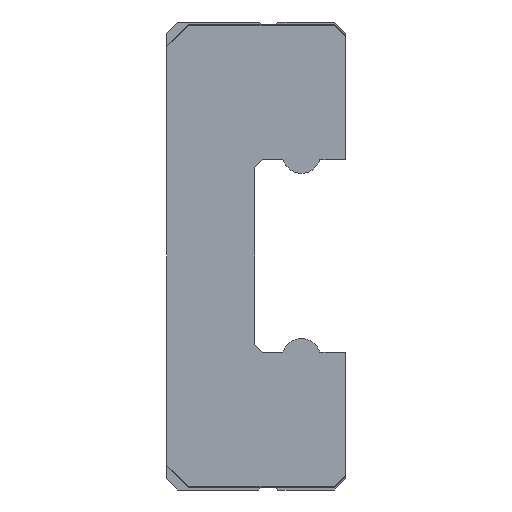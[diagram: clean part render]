
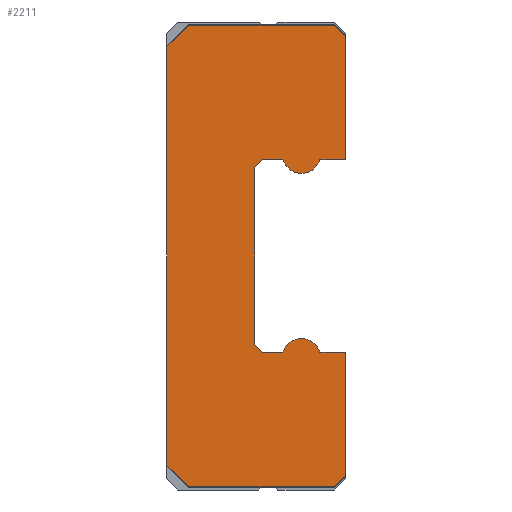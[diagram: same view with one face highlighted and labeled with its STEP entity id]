
A CAD part, left-side view. The second image highlights one B-rep face of the part: STEP entity #2211.
In plain terms, the highlighted planar face has unit normal (-1, 0, 0).
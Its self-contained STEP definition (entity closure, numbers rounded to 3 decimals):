
#95 = CARTESIAN_POINT ( 'NONE',  ( -15.4, 0.404, 8.39 ) ) ;
#98 = LINE ( 'NONE', #95, #104 ) ;
#103 = DIRECTION ( 'NONE',  ( 0., -0.707, -0.707 ) ) ;
#104 = VECTOR ( 'NONE', #103, 1000. ) ;
#105 = CARTESIAN_POINT ( 'NONE',  ( -15.4, 5.696, 8.39 ) ) ;
#223 = DIRECTION ( 'NONE',  ( -1., 0., 0. ) ) ;
#239 = DIRECTION ( 'NONE',  ( 0., 0., 1. ) ) ;
#240 = AXIS2_PLACEMENT_3D ( 'NONE', #241, #223, #239 ) ;
#241 = CARTESIAN_POINT ( 'NONE',  ( -15.4, 1.6, -3.7 ) ) ;
#273 = CIRCLE ( 'NONE', #240, 0.7 ) ;
#404 = CARTESIAN_POINT ( 'NONE',  ( -15.4, 0., 3.5 ) ) ;
#414 = CARTESIAN_POINT ( 'NONE',  ( -15.4, 3.3, 3.2 ) ) ;
#419 = LINE ( 'NONE', #428, #427 ) ;
#427 = VECTOR ( 'NONE', #478, 1000. ) ;
#428 = CARTESIAN_POINT ( 'NONE',  ( -15.4, 0., 3.5 ) ) ;
#460 = LINE ( 'NONE', #475, #474 ) ;
#473 = DIRECTION ( 'NONE',  ( 0., 0.707, -0.707 ) ) ;
#474 = VECTOR ( 'NONE', #473, 1000. ) ;
#475 = CARTESIAN_POINT ( 'NONE',  ( -15.4, 3., 3.5 ) ) ;
#478 = DIRECTION ( 'NONE',  ( 0., 1., 0. ) ) ;
#485 = CARTESIAN_POINT ( 'NONE',  ( -15.4, 0., 7.986 ) ) ;
#491 = LINE ( 'NONE', #536, #492 ) ;
#492 = VECTOR ( 'NONE', #535, 1000. ) ;
#493 = CARTESIAN_POINT ( 'NONE',  ( -15.4, 3.3, -3.2 ) ) ;
#524 = CARTESIAN_POINT ( 'NONE',  ( -15.4, 2.271, 3.5 ) ) ;
#535 = DIRECTION ( 'NONE',  ( 0., 0., -1. ) ) ;
#536 = CARTESIAN_POINT ( 'NONE',  ( -15.4, 0., 7.986 ) ) ;
#546 = DIRECTION ( 'NONE',  ( 0., 1., 0. ) ) ;
#547 = VECTOR ( 'NONE', #546, 1000. ) ;
#551 = CARTESIAN_POINT ( 'NONE',  ( -15.4, 2.271, 3.5 ) ) ;
#552 = LINE ( 'NONE', #551, #547 ) ;
#581 = CARTESIAN_POINT ( 'NONE',  ( -15.4, 3., 3.5 ) ) ;
#630 = CARTESIAN_POINT ( 'NONE',  ( -15.4, 0.929, 3.5 ) ) ;
#632 = DIRECTION ( 'NONE',  ( 0., 0., -1. ) ) ;
#649 = CARTESIAN_POINT ( 'NONE',  ( -15.4, 0.929, -3.5 ) ) ;
#665 = DIRECTION ( 'NONE',  ( 1., 0., 0. ) ) ;
#666 = CARTESIAN_POINT ( 'NONE',  ( -15.4, 1.6, 3.7 ) ) ;
#667 = AXIS2_PLACEMENT_3D ( 'NONE', #666, #665, #632 ) ;
#668 = CIRCLE ( 'NONE', #667, 0.7 ) ;
#675 = LINE ( 'NONE', #685, #684 ) ;
#676 = DIRECTION ( 'NONE',  ( 0., 0., 1. ) ) ;
#684 = VECTOR ( 'NONE', #676, 1000. ) ;
#685 = CARTESIAN_POINT ( 'NONE',  ( -15.4, 3.3, -3.2 ) ) ;
#768 = DIRECTION ( 'NONE',  ( 0., 1., 0. ) ) ;
#885 = CARTESIAN_POINT ( 'NONE',  ( -15.4, 1.6, -3.7 ) ) ;
#893 = CIRCLE ( 'NONE', #895, 0.7 ) ;
#895 = AXIS2_PLACEMENT_3D ( 'NONE', #885, #900, #902 ) ;
#900 = DIRECTION ( 'NONE',  ( -1., 0., 0. ) ) ;
#902 = DIRECTION ( 'NONE',  ( 0., 0., 1. ) ) ;
#1021 = CARTESIAN_POINT ( 'NONE',  ( -15.4, 0., -3.5 ) ) ;
#1022 = DIRECTION ( 'NONE',  ( 0., 1., 0. ) ) ;
#1023 = VECTOR ( 'NONE', #1022, 1000. ) ;
#1049 = CARTESIAN_POINT ( 'NONE',  ( -15.4, 0., -3.5 ) ) ;
#1050 = LINE ( 'NONE', #1049, #1023 ) ;
#1070 = CARTESIAN_POINT ( 'NONE',  ( -15.4, 3., -3.5 ) ) ;
#1087 = CARTESIAN_POINT ( 'NONE',  ( -15.4, 2.271, -3.5 ) ) ;
#1090 = VECTOR ( 'NONE', #768, 1000. ) ;
#1091 = CARTESIAN_POINT ( 'NONE',  ( -15.4, 2.271, -3.5 ) ) ;
#1092 = LINE ( 'NONE', #1091, #1090 ) ;
#1108 = VECTOR ( 'NONE', #1134, 1000. ) ;
#1109 = CARTESIAN_POINT ( 'NONE',  ( -15.4, 3., -3.5 ) ) ;
#1134 = DIRECTION ( 'NONE',  ( 0., 0.707, 0.707 ) ) ;
#1145 = LINE ( 'NONE', #1109, #1108 ) ;
#1159 = CARTESIAN_POINT ( 'NONE',  ( -15.4, 0., -7.986 ) ) ;
#1197 = VECTOR ( 'NONE', #1219, 1000. ) ;
#1216 = LINE ( 'NONE', #1218, #1197 ) ;
#1218 = CARTESIAN_POINT ( 'NONE',  ( -15.4, 0., -7.986 ) ) ;
#1219 = DIRECTION ( 'NONE',  ( 0., 0., 1. ) ) ;
#1243 = CARTESIAN_POINT ( 'NONE',  ( -15.4, 0.404, -8.39 ) ) ;
#1255 = CARTESIAN_POINT ( 'NONE',  ( -15.4, 5.696, -8.39 ) ) ;
#1256 = LINE ( 'NONE', #1255, #1288 ) ;
#1287 = DIRECTION ( 'NONE',  ( 0., -1., 0. ) ) ;
#1288 = VECTOR ( 'NONE', #1287, 1000. ) ;
#1357 = VERTEX_POINT ( 'NONE', #2448 ) ;
#1513 = EDGE_CURVE ( 'NONE', #1557, #1357, #273, .T. ) ;
#1557 = VERTEX_POINT ( 'NONE', #649 ) ;
#1561 = EDGE_CURVE ( 'NONE', #1563, #1632, #668, .T. ) ;
#1563 = VERTEX_POINT ( 'NONE', #630 ) ;
#1590 = EDGE_CURVE ( 'NONE', #1627, #1563, #419, .T. ) ;
#1595 = VERTEX_POINT ( 'NONE', #414 ) ;
#1619 = EDGE_CURVE ( 'NONE', #1677, #1595, #460, .T. ) ;
#1627 = VERTEX_POINT ( 'NONE', #404 ) ;
#1632 = VERTEX_POINT ( 'NONE', #524 ) ;
#1636 = VERTEX_POINT ( 'NONE', #485 ) ;
#1637 = EDGE_CURVE ( 'NONE', #1636, #1627, #491, .T. ) ;
#1647 = EDGE_CURVE ( 'NONE', #1632, #1677, #552, .T. ) ;
#1664 = VERTEX_POINT ( 'NONE', #493 ) ;
#1677 = VERTEX_POINT ( 'NONE', #581 ) ;
#1711 = EDGE_CURVE ( 'NONE', #1664, #1595, #675, .T. ) ;
#1886 = EDGE_CURVE ( 'NONE', #1357, #1967, #893, .T. ) ;
#1934 = EDGE_CURVE ( 'NONE', #1935, #1557, #1050, .T. ) ;
#1935 = VERTEX_POINT ( 'NONE', #1021 ) ;
#1953 = VERTEX_POINT ( 'NONE', #1070 ) ;
#1967 = VERTEX_POINT ( 'NONE', #1087 ) ;
#1974 = EDGE_CURVE ( 'NONE', #1967, #1953, #1092, .T. ) ;
#1987 = EDGE_CURVE ( 'NONE', #1953, #1664, #1145, .T. ) ;
#2005 = VERTEX_POINT ( 'NONE', #1159 ) ;
#2033 = EDGE_CURVE ( 'NONE', #2005, #1935, #1216, .T. ) ;
#2095 = VERTEX_POINT ( 'NONE', #1243 ) ;
#2099 = EDGE_CURVE ( 'NONE', #2170, #2095, #1256, .T. ) ;
#2170 = VERTEX_POINT ( 'NONE', #2321 ) ;
#2180 = EDGE_CURVE ( 'NONE', #2221, #2170, #2304, .T. ) ;
#2201 = VERTEX_POINT ( 'NONE', #2365 ) ;
#2204 = ORIENTED_EDGE ( 'NONE', *, *, #2205, .F. ) ;
#2205 = EDGE_CURVE ( 'NONE', #2201, #2247, #2361, .T. ) ;
#2211 = ADVANCED_FACE ( 'NONE', ( #2360 ), #2358, .T. ) ;
#2213 = EDGE_CURVE ( 'NONE', #2201, #2221, #2663, .T. ) ;
#2221 = VERTEX_POINT ( 'NONE', #2647 ) ;
#2230 = VERTEX_POINT ( 'NONE', #2656 ) ;
#2234 = ORIENTED_EDGE ( 'NONE', *, *, #2180, .T. ) ;
#2237 = EDGE_CURVE ( 'NONE', #2095, #2005, #2641, .T. ) ;
#2238 = EDGE_LOOP ( 'NONE', ( #2234, #2622, #2620, #2611, #2612, #2600, #2621, #2249, #2242, #2253, #2254, #2260, #2261, #2263, #2265, #2267, #2245, #2204, #2601 ) ) ;
#2242 = ORIENTED_EDGE ( 'NONE', *, *, #1987, .T. ) ;
#2243 = EDGE_CURVE ( 'NONE', #2247, #2230, #2650, .T. ) ;
#2244 = EDGE_CURVE ( 'NONE', #2230, #1636, #98, .T. ) ;
#2245 = ORIENTED_EDGE ( 'NONE', *, *, #2243, .F. ) ;
#2247 = VERTEX_POINT ( 'NONE', #105 ) ;
#2249 = ORIENTED_EDGE ( 'NONE', *, *, #1974, .T. ) ;
#2253 = ORIENTED_EDGE ( 'NONE', *, *, #1711, .T. ) ;
#2254 = ORIENTED_EDGE ( 'NONE', *, *, #1619, .F. ) ;
#2260 = ORIENTED_EDGE ( 'NONE', *, *, #1647, .F. ) ;
#2261 = ORIENTED_EDGE ( 'NONE', *, *, #1561, .F. ) ;
#2263 = ORIENTED_EDGE ( 'NONE', *, *, #1590, .F. ) ;
#2265 = ORIENTED_EDGE ( 'NONE', *, *, #1637, .F. ) ;
#2267 = ORIENTED_EDGE ( 'NONE', *, *, #2244, .F. ) ;
#2295 = DIRECTION ( 'NONE',  ( 0., -0.707, -0.707 ) ) ;
#2296 = VECTOR ( 'NONE', #2295, 1000. ) ;
#2303 = CARTESIAN_POINT ( 'NONE',  ( -15.4, 6.49, -7.596 ) ) ;
#2304 = LINE ( 'NONE', #2303, #2296 ) ;
#2321 = CARTESIAN_POINT ( 'NONE',  ( -15.4, 5.696, -8.39 ) ) ;
#2354 = AXIS2_PLACEMENT_3D ( 'NONE', #2357, #2356, #2355 ) ;
#2355 = DIRECTION ( 'NONE',  ( 0., 0., 1. ) ) ;
#2356 = DIRECTION ( 'NONE',  ( -1., 0., 0. ) ) ;
#2357 = CARTESIAN_POINT ( 'NONE',  ( -15.4, 1.6, -3.7 ) ) ;
#2358 = PLANE ( 'NONE',  #2354 ) ;
#2359 = CARTESIAN_POINT ( 'NONE',  ( -15.4, 6.49, 7.596 ) ) ;
#2360 = FACE_OUTER_BOUND ( 'NONE', #2238, .T. ) ;
#2361 = LINE ( 'NONE', #2359, #2364 ) ;
#2363 = DIRECTION ( 'NONE',  ( 0., -0.707, 0.707 ) ) ;
#2364 = VECTOR ( 'NONE', #2363, 1000. ) ;
#2365 = CARTESIAN_POINT ( 'NONE',  ( -15.4, 6.49, 7.596 ) ) ;
#2448 = CARTESIAN_POINT ( 'NONE',  ( -15.4, 1.6, -3. ) ) ;
#2600 = ORIENTED_EDGE ( 'NONE', *, *, #1513, .T. ) ;
#2601 = ORIENTED_EDGE ( 'NONE', *, *, #2213, .T. ) ;
#2611 = ORIENTED_EDGE ( 'NONE', *, *, #2033, .T. ) ;
#2612 = ORIENTED_EDGE ( 'NONE', *, *, #1934, .T. ) ;
#2620 = ORIENTED_EDGE ( 'NONE', *, *, #2237, .T. ) ;
#2621 = ORIENTED_EDGE ( 'NONE', *, *, #1886, .T. ) ;
#2622 = ORIENTED_EDGE ( 'NONE', *, *, #2099, .T. ) ;
#2624 = DIRECTION ( 'NONE',  ( 0., -1., 0. ) ) ;
#2625 = VECTOR ( 'NONE', #2624, 1000. ) ;
#2631 = DIRECTION ( 'NONE',  ( 0., 0., -1. ) ) ;
#2638 = DIRECTION ( 'NONE',  ( 0., -0.707, 0.707 ) ) ;
#2639 = VECTOR ( 'NONE', #2638, 1000. ) ;
#2640 = CARTESIAN_POINT ( 'NONE',  ( -15.4, 0.404, -8.39 ) ) ;
#2641 = LINE ( 'NONE', #2640, #2639 ) ;
#2647 = CARTESIAN_POINT ( 'NONE',  ( -15.4, 6.49, -7.596 ) ) ;
#2649 = CARTESIAN_POINT ( 'NONE',  ( -15.4, 5.696, 8.39 ) ) ;
#2650 = LINE ( 'NONE', #2649, #2625 ) ;
#2656 = CARTESIAN_POINT ( 'NONE',  ( -15.4, 0.404, 8.39 ) ) ;
#2661 = VECTOR ( 'NONE', #2631, 1000. ) ;
#2662 = CARTESIAN_POINT ( 'NONE',  ( -15.4, 6.49, 0. ) ) ;
#2663 = LINE ( 'NONE', #2662, #2661 ) ;
